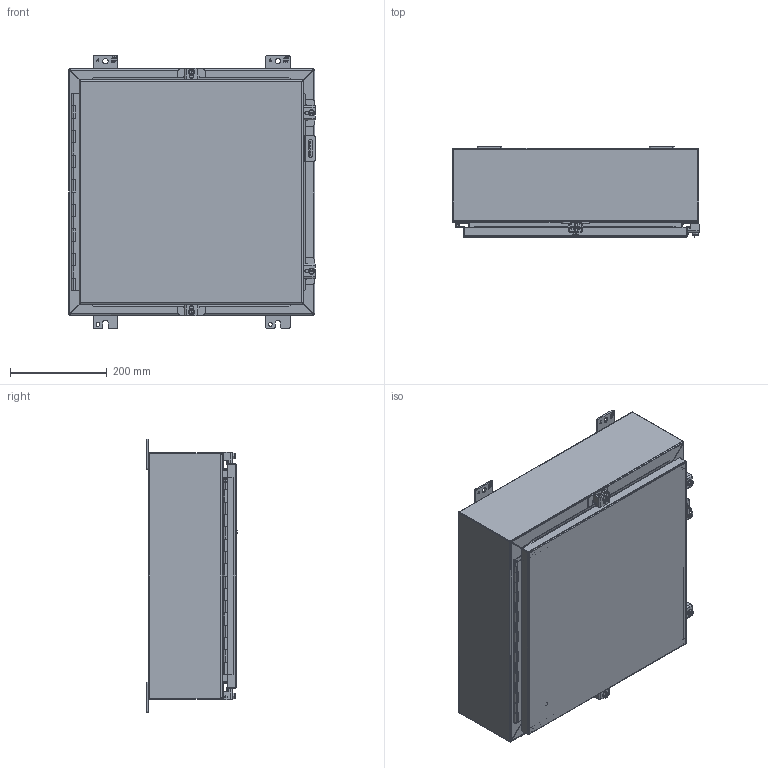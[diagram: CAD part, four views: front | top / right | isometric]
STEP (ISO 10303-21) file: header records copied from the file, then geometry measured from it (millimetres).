
FILE_DESCRIPTION (( 'STEP AP203' ), '1' );
FILE_NAME ('1418N4SSD6_Default.step', '2019-11-01T21:01:52', ( 'ADC123' ), ( 'Microsoft' ), 'SwSTEP 2.0', 'SolidWorks 2019', '' );
FILE_SCHEMA (( 'CONFIG_CONTROL_DESIGN' ));
Length unit declared in the file: inch
Products named in the file (1): 1418N4SSD6_Default
Bounding box: 509.6 x 187.32 x 565.15 mm (x, y, z)
Volume: 2384318.5 mm3; surface area: 2474409.9 mm2
Topology: 39 solids, 40 shells, 1454 faces, 3770 edges, 2440 vertices
Faces by surface type: plane 905, cylinder 457, bspline 82, cone 10
Entity records: 48717 total; most frequent: CARTESIAN_POINT 13071, ORIENTED_EDGE 7532, DIRECTION 7152, EDGE_CURVE 3766, LINE 2634, VECTOR 2634, VERTEX_POINT 2440, AXIS2_PLACEMENT_3D 2259
